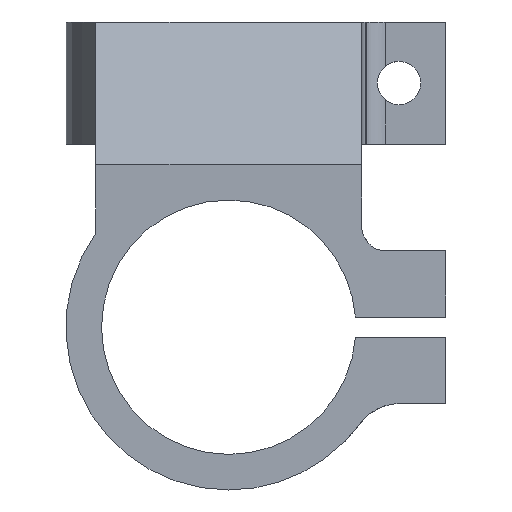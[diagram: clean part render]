
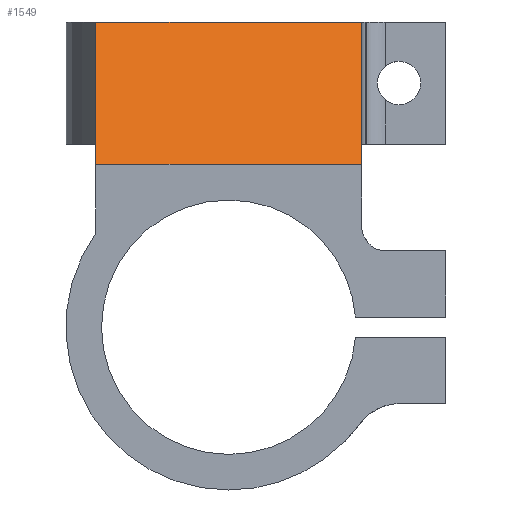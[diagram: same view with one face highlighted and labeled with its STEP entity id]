
A CAD part, front view. The second image highlights one B-rep face of the part: STEP entity #1549.
In plain terms, the highlighted planar face has unit normal (0, -0.707, 0.707).
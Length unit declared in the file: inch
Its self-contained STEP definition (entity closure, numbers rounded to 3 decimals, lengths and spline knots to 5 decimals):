
#7 = AXIS2_PLACEMENT_3D ( 'NONE', #259, #1707, #459 ) ;
#11 = EDGE_LOOP ( 'NONE', ( #1531, #1155, #1417, #1287 ) ) ;
#42 = VERTEX_POINT ( 'NONE', #914 ) ;
#46 = CARTESIAN_POINT ( 'NONE',  ( -0.4, 0.35015, 0.75 ) ) ;
#64 = DIRECTION ( 'NONE',  ( 1., 0., 0. ) ) ;
#100 = VERTEX_POINT ( 'NONE', #841 ) ;
#166 = PLANE ( 'NONE',  #7 ) ;
#259 = CARTESIAN_POINT ( 'NONE',  ( -0.4, 0.35015, 0.75 ) ) ;
#301 = DIRECTION ( 'NONE',  ( 0., 0.707, 0.707 ) ) ;
#305 = CARTESIAN_POINT ( 'NONE',  ( 0.3267, 0.35015, 0.75 ) ) ;
#320 = CARTESIAN_POINT ( 'NONE',  ( 0.3267, 0.35015, 0.75 ) ) ;
#459 = DIRECTION ( 'NONE',  ( 0., 0.707, 0.707 ) ) ;
#515 = EDGE_CURVE ( 'NONE', #100, #1794, #1285, .T. ) ;
#587 = EDGE_CURVE ( 'NONE', #100, #1567, #1455, .T. ) ;
#682 = VECTOR ( 'NONE', #301, 39.37008 ) ;
#737 = CARTESIAN_POINT ( 'NONE',  ( -0.3267, 0., 0.39985 ) ) ;
#742 = LINE ( 'NONE', #320, #682 ) ;
#794 = EDGE_CURVE ( 'NONE', #42, #1794, #1282, .T. ) ;
#825 = DIRECTION ( 'NONE',  ( -1., 0., 0. ) ) ;
#841 = CARTESIAN_POINT ( 'NONE',  ( -0.3267, 0.35015, 0.75 ) ) ;
#855 = EDGE_CURVE ( 'NONE', #42, #1567, #742, .T. ) ;
#914 = CARTESIAN_POINT ( 'NONE',  ( 0.3267, 0., 0.39985 ) ) ;
#963 = CARTESIAN_POINT ( 'NONE',  ( 0., 0., 0.39985 ) ) ;
#1083 = VECTOR ( 'NONE', #64, 39.37008 ) ;
#1129 = DIRECTION ( 'NONE',  ( 0., -0.707, -0.707 ) ) ;
#1155 = ORIENTED_EDGE ( 'NONE', *, *, #794, .F. ) ;
#1228 = VECTOR ( 'NONE', #825, 39.37008 ) ;
#1234 = VECTOR ( 'NONE', #1129, 39.37008 ) ;
#1261 = CARTESIAN_POINT ( 'NONE',  ( -0.3267, -0.04993, 0.34993 ) ) ;
#1282 = LINE ( 'NONE', #963, #1228 ) ;
#1285 = LINE ( 'NONE', #1261, #1234 ) ;
#1287 = ORIENTED_EDGE ( 'NONE', *, *, #587, .F. ) ;
#1417 = ORIENTED_EDGE ( 'NONE', *, *, #855, .T. ) ;
#1455 = LINE ( 'NONE', #46, #1083 ) ;
#1531 = ORIENTED_EDGE ( 'NONE', *, *, #515, .T. ) ;
#1549 = ADVANCED_FACE ( 'NONE', ( #1612 ), #166, .F. ) ;
#1567 = VERTEX_POINT ( 'NONE', #305 ) ;
#1612 = FACE_OUTER_BOUND ( 'NONE', #11, .T. ) ;
#1707 = DIRECTION ( 'NONE',  ( 0., 0.707, -0.707 ) ) ;
#1794 = VERTEX_POINT ( 'NONE', #737 ) ;
